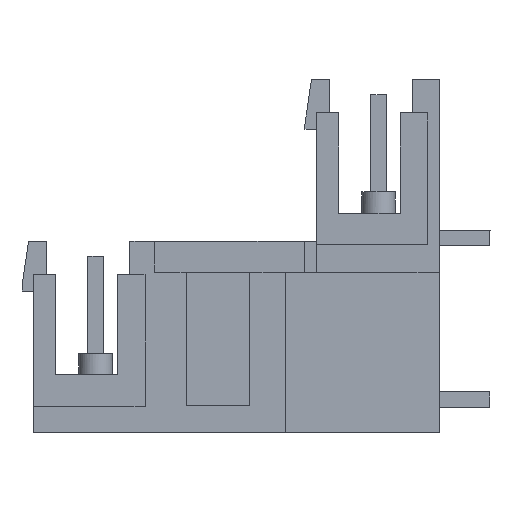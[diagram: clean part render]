
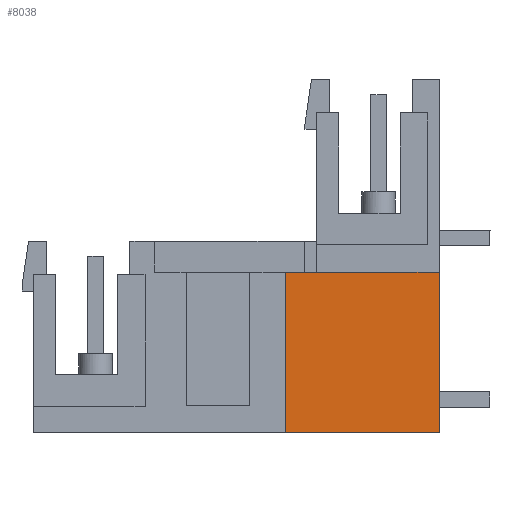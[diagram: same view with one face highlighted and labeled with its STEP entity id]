
A CAD part, left-side view. The second image highlights one B-rep face of the part: STEP entity #8038.
In plain terms, the highlighted planar face has unit normal (-1, 0, 0).
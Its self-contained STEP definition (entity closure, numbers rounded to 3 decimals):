
#8018=AXIS2_PLACEMENT_3D('Plane Axis2P3D',#8015,#8016,#8017) ;
#3244=CARTESIAN_POINT('Vertex',(2.52,3.2,10.06)) ;
#3247=CARTESIAN_POINT('Line Origine',(2.52,3.2,5.03)) ;
#3251=CARTESIAN_POINT('Vertex',(2.52,3.2,0.)) ;
#7993=CARTESIAN_POINT('Line Origine',(2.52,8.025,0.)) ;
#7997=CARTESIAN_POINT('Vertex',(2.52,12.85,0.)) ;
#8015=CARTESIAN_POINT('Axis2P3D Location',(2.52,3.2,10.06)) ;
#8020=CARTESIAN_POINT('Line Origine',(2.52,8.025,10.06)) ;
#8024=CARTESIAN_POINT('Vertex',(2.52,12.85,10.06)) ;
#8027=CARTESIAN_POINT('Line Origine',(2.52,12.85,5.03)) ;
#3248=DIRECTION('Vector Direction',(0.,0.,-1.)) ;
#7994=DIRECTION('Vector Direction',(0.,1.,0.)) ;
#8016=DIRECTION('Axis2P3D Direction',(-1.,0.,0.)) ;
#8017=DIRECTION('Axis2P3D XDirection',(0.,1.,0.)) ;
#8021=DIRECTION('Vector Direction',(0.,1.,0.)) ;
#8028=DIRECTION('Vector Direction',(0.,0.,-1.)) ;
#3249=VECTOR('Line Direction',#3248,1.) ;
#7995=VECTOR('Line Direction',#7994,1.) ;
#8022=VECTOR('Line Direction',#8021,1.) ;
#8029=VECTOR('Line Direction',#8028,1.) ;
#8033=ORIENTED_EDGE('',*,*,#3253,.F.) ;
#8034=ORIENTED_EDGE('',*,*,#8026,.T.) ;
#8035=ORIENTED_EDGE('',*,*,#8031,.T.) ;
#8036=ORIENTED_EDGE('',*,*,#7999,.F.) ;
#8038=ADVANCED_FACE('HOUSING',(#8037),#8019,.T.) ;
#3253=EDGE_CURVE('',#3245,#3252,#3250,.T.) ;
#7999=EDGE_CURVE('',#3252,#7998,#7996,.T.) ;
#8026=EDGE_CURVE('',#3245,#8025,#8023,.T.) ;
#8031=EDGE_CURVE('',#8025,#7998,#8030,.T.) ;
#8032=EDGE_LOOP('',(#8033,#8034,#8035,#8036)) ;
#8037=FACE_OUTER_BOUND('',#8032,.T.) ;
#3250=LINE('Line',#3247,#3249) ;
#7996=LINE('Line',#7993,#7995) ;
#8023=LINE('Line',#8020,#8022) ;
#8030=LINE('Line',#8027,#8029) ;
#8019=PLANE('',#8018) ;
#3245=VERTEX_POINT('',#3244) ;
#3252=VERTEX_POINT('',#3251) ;
#7998=VERTEX_POINT('',#7997) ;
#8025=VERTEX_POINT('',#8024) ;
